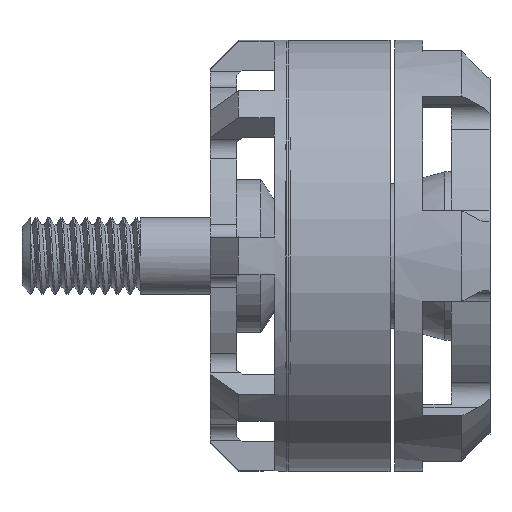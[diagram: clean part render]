
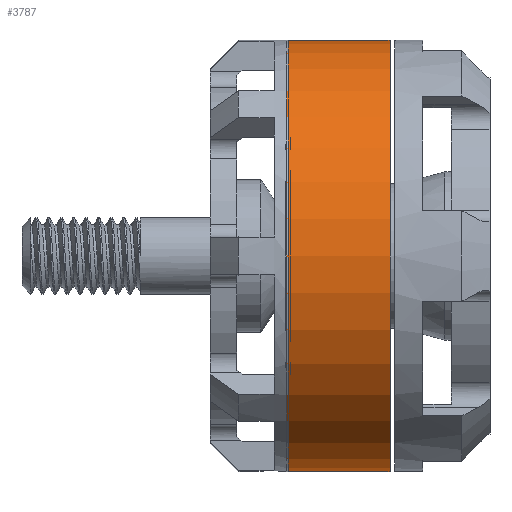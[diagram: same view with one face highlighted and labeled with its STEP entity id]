
A CAD part, left-side view. The second image highlights one B-rep face of the part: STEP entity #3787.
In plain terms, the highlighted cylindrical face has radius 13.8 mm (diameter 27.6 mm), a full revolution.
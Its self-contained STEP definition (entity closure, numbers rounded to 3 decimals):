
#394=LINE('',#12890,#616);
#616=VECTOR('',#5315,13.8);
#702=CYLINDRICAL_SURFACE('',#4232,13.8);
#907=FACE_OUTER_BOUND('',#1112,.T.);
#1112=EDGE_LOOP('',(#3550,#3551,#3552,#3553));
#1361=CIRCLE('',#4222,13.8);
#1366=CIRCLE('',#4230,13.8);
#1766=VERTEX_POINT('',#12870);
#1771=VERTEX_POINT('',#12884);
#2356=EDGE_CURVE('',#1766,#1766,#1361,.T.);
#2362=EDGE_CURVE('',#1771,#1771,#1366,.T.);
#2365=EDGE_CURVE('',#1766,#1771,#394,.T.);
#3550=ORIENTED_EDGE('',*,*,#2356,.F.);
#3551=ORIENTED_EDGE('',*,*,#2365,.T.);
#3552=ORIENTED_EDGE('',*,*,#2362,.F.);
#3553=ORIENTED_EDGE('',*,*,#2365,.F.);
#3787=ADVANCED_FACE('',(#907),#702,.T.);
#4222=AXIS2_PLACEMENT_3D('',#12871,#5290,#5291);
#4230=AXIS2_PLACEMENT_3D('',#12885,#5307,#5308);
#4232=AXIS2_PLACEMENT_3D('',#12889,#5313,#5314);
#5290=DIRECTION('center_axis',(0.,-1.,0.));
#5291=DIRECTION('ref_axis',(0.,0.,-1.));
#5307=DIRECTION('center_axis',(0.,1.,0.));
#5308=DIRECTION('ref_axis',(0.,0.,-1.));
#5313=DIRECTION('center_axis',(0.,-1.,0.));
#5314=DIRECTION('ref_axis',(0.,0.,-1.));
#5315=DIRECTION('',(0.,1.,0.));
#12870=CARTESIAN_POINT('',(0.,-3.63,13.8));
#12871=CARTESIAN_POINT('Origin',(0.,-3.63,
0.));
#12884=CARTESIAN_POINT('',(0.,2.97,13.8));
#12885=CARTESIAN_POINT('Origin',(0.,2.97,
0.));
#12889=CARTESIAN_POINT('Origin',(0.,2.59,0.));
#12890=CARTESIAN_POINT('',(0.,2.59,13.8));
